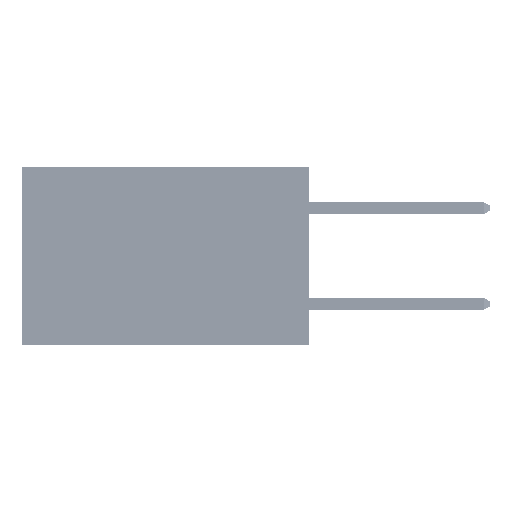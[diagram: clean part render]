
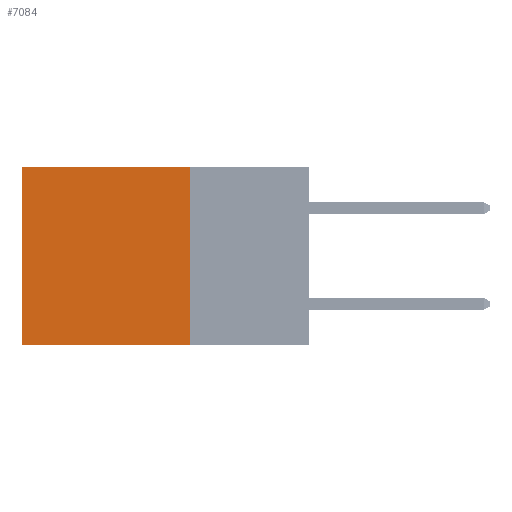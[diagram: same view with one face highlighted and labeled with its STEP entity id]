
A CAD part, left-side view. The second image highlights one B-rep face of the part: STEP entity #7084.
In plain terms, the highlighted planar face has unit normal (-1, 0, 0).
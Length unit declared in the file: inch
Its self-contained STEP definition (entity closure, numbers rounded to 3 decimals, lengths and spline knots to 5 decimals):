
#2285 = VERTEX_POINT ( 'NONE', #46564 ) ;
#5046 = CARTESIAN_POINT ( 'NONE',  ( 0.2875, 0.25, 0. ) ) ;
#5530 = VECTOR ( 'NONE', #34556, 39.37008 ) ;
#6579 = EDGE_CURVE ( 'NONE', #16387, #2285, #13653, .T. ) ;
#7084 = ADVANCED_FACE ( 'NONE', ( #35770 ), #8939, .F. ) ;
#7971 = VECTOR ( 'NONE', #31266, 39.37008 ) ;
#8271 = EDGE_CURVE ( 'NONE', #22040, #2285, #33086, .T. ) ;
#8370 = VECTOR ( 'NONE', #23530, 39.37008 ) ;
#8939 = PLANE ( 'NONE',  #18050 ) ;
#10508 = CARTESIAN_POINT ( 'NONE',  ( 0.2875, 0.25, 0. ) ) ;
#11333 = CARTESIAN_POINT ( 'NONE',  ( 0.2875, 0.25, 0. ) ) ;
#13351 = DIRECTION ( 'NONE',  ( 0., 1., 0. ) ) ;
#13653 = LINE ( 'NONE', #38137, #7971 ) ;
#15703 = EDGE_LOOP ( 'NONE', ( #49517, #31378, #27441, #30018 ) ) ;
#16280 = LINE ( 'NONE', #10508, #5530 ) ;
#16367 = VERTEX_POINT ( 'NONE', #51053 ) ;
#16387 = VERTEX_POINT ( 'NONE', #27200 ) ;
#18050 = AXIS2_PLACEMENT_3D ( 'NONE', #5046, #50636, #25912 ) ;
#22040 = VERTEX_POINT ( 'NONE', #24670 ) ;
#23530 = DIRECTION ( 'NONE',  ( 0., 1., 0. ) ) ;
#24670 = CARTESIAN_POINT ( 'NONE',  ( 0.2875, 0.25, -0.37 ) ) ;
#25912 = DIRECTION ( 'NONE',  ( 0., 0., -1. ) ) ;
#27200 = CARTESIAN_POINT ( 'NONE',  ( 0.2875, 0.6, 0. ) ) ;
#27441 = ORIENTED_EDGE ( 'NONE', *, *, #51344, .F. ) ;
#28625 = LINE ( 'NONE', #11333, #8370 ) ;
#29298 = VECTOR ( 'NONE', #13351, 39.37008 ) ;
#30018 = ORIENTED_EDGE ( 'NONE', *, *, #44044, .T. ) ;
#31266 = DIRECTION ( 'NONE',  ( 0., 0., -1. ) ) ;
#31378 = ORIENTED_EDGE ( 'NONE', *, *, #8271, .F. ) ;
#33086 = LINE ( 'NONE', #33504, #29298 ) ;
#33504 = CARTESIAN_POINT ( 'NONE',  ( 0.2875, 0.25, -0.37 ) ) ;
#34556 = DIRECTION ( 'NONE',  ( 0., 0., -1. ) ) ;
#35770 = FACE_OUTER_BOUND ( 'NONE', #15703, .T. ) ;
#38137 = CARTESIAN_POINT ( 'NONE',  ( 0.2875, 0.6, 0. ) ) ;
#44044 = EDGE_CURVE ( 'NONE', #16367, #16387, #28625, .T. ) ;
#46564 = CARTESIAN_POINT ( 'NONE',  ( 0.2875, 0.6, -0.37 ) ) ;
#49517 = ORIENTED_EDGE ( 'NONE', *, *, #6579, .T. ) ;
#50636 = DIRECTION ( 'NONE',  ( 1., 0., 0. ) ) ;
#51053 = CARTESIAN_POINT ( 'NONE',  ( 0.2875, 0.25, 0. ) ) ;
#51344 = EDGE_CURVE ( 'NONE', #16367, #22040, #16280, .T. ) ;
